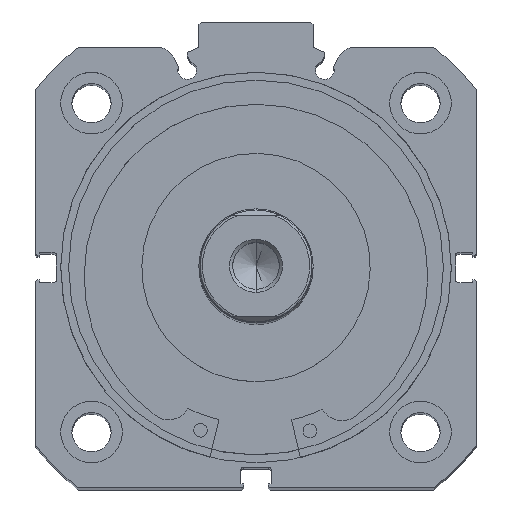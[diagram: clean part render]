
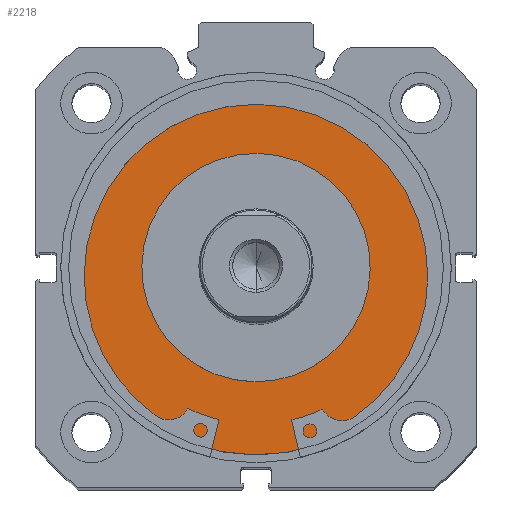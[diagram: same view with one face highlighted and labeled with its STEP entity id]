
A CAD part, top view. The second image highlights one B-rep face of the part: STEP entity #2218.
In plain terms, the highlighted face is planar.
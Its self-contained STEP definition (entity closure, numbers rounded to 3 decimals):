
#113 = DIRECTION ( 'NONE',  ( -1., 0., 0. ) ) ;
#138 = CARTESIAN_POINT ( 'NONE',  ( 4., 0., 0. ) ) ;
#143 = DIRECTION ( 'NONE',  ( 0., 0., 1. ) ) ;
#146 = DIRECTION ( 'NONE',  ( 0., 0., 1. ) ) ;
#148 = DIRECTION ( 'NONE',  ( -1., 0., 0. ) ) ;
#150 = CARTESIAN_POINT ( 'NONE',  ( 4., 0., 0. ) ) ;
#170 = DIRECTION ( 'NONE',  ( 0., 0., 1. ) ) ;
#171 = DIRECTION ( 'NONE',  ( -1., 0., 0. ) ) ;
#173 = CARTESIAN_POINT ( 'NONE',  ( 4., 0., 0. ) ) ;
#190 = VERTEX_POINT ( 'NONE', #221 ) ;
#205 = DIRECTION ( 'NONE',  ( 0., 0., 1. ) ) ;
#206 = DIRECTION ( 'NONE',  ( -1., 0., 0. ) ) ;
#210 = CARTESIAN_POINT ( 'NONE',  ( 4., 0., 0. ) ) ;
#221 = CARTESIAN_POINT ( 'NONE',  ( 4., 0., -25. ) ) ;
#229 = VERTEX_POINT ( 'NONE', #439 ) ;
#293 = VERTEX_POINT ( 'NONE', #404 ) ;
#311 = VERTEX_POINT ( 'NONE', #395 ) ;
#395 = CARTESIAN_POINT ( 'NONE',  ( 4., 0., 25. ) ) ;
#404 = CARTESIAN_POINT ( 'NONE',  ( 4., 0., 41. ) ) ;
#439 = CARTESIAN_POINT ( 'NONE',  ( 4., 0., -41. ) ) ;
#752 = ORIENTED_EDGE ( 'NONE', *, *, #1636, .F. ) ;
#755 = ORIENTED_EDGE ( 'NONE', *, *, #1632, .T. ) ;
#760 = ORIENTED_EDGE ( 'NONE', *, *, #1625, .T. ) ;
#763 = ORIENTED_EDGE ( 'NONE', *, *, #1617, .F. ) ;
#825 = EDGE_LOOP ( 'NONE', ( #755, #760 ) ) ;
#839 = EDGE_LOOP ( 'NONE', ( #763, #752 ) ) ;
#1617 = EDGE_CURVE ( 'NONE', #311, #190, #2727, .T. ) ;
#1625 = EDGE_CURVE ( 'NONE', #229, #293, #2738, .T. ) ;
#1632 = EDGE_CURVE ( 'NONE', #293, #229, #2747, .T. ) ;
#1636 = EDGE_CURVE ( 'NONE', #190, #311, #2752, .T. ) ;
#2218 = ADVANCED_FACE ( 'NONE', ( #6588, #6592 ), #5526, .F. ) ;
#2727 = CIRCLE ( 'NONE', #7182, 25. ) ;
#2738 = CIRCLE ( 'NONE', #7198, 41. ) ;
#2747 = CIRCLE ( 'NONE', #7291, 41. ) ;
#2752 = CIRCLE ( 'NONE', #7292, 25. ) ;
#4941 = AXIS2_PLACEMENT_3D ( 'NONE', #5525, #5527, #5528 ) ;
#5525 = CARTESIAN_POINT ( 'NONE',  ( 4., 41., 0. ) ) ;
#5526 = PLANE ( 'NONE',  #4941 ) ;
#5527 = DIRECTION ( 'NONE',  ( 1., 0., 0. ) ) ;
#5528 = DIRECTION ( 'NONE',  ( 0., 0., -1. ) ) ;
#6588 = FACE_BOUND ( 'NONE', #839, .T. ) ;
#6592 = FACE_OUTER_BOUND ( 'NONE', #825, .T. ) ;
#7182 = AXIS2_PLACEMENT_3D ( 'NONE', #210, #206, #205 ) ;
#7198 = AXIS2_PLACEMENT_3D ( 'NONE', #173, #171, #170 ) ;
#7291 = AXIS2_PLACEMENT_3D ( 'NONE', #150, #148, #143 ) ;
#7292 = AXIS2_PLACEMENT_3D ( 'NONE', #138, #113, #146 ) ;
